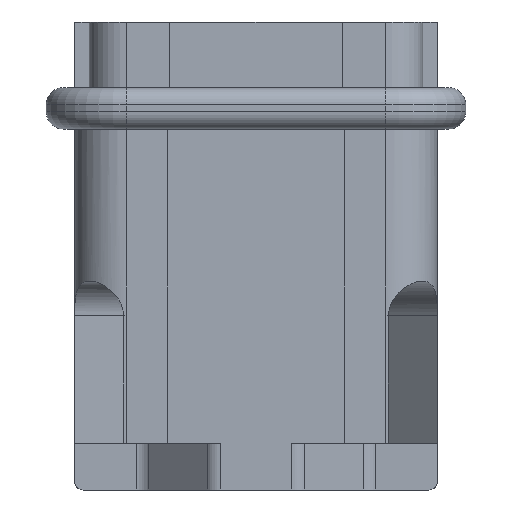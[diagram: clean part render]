
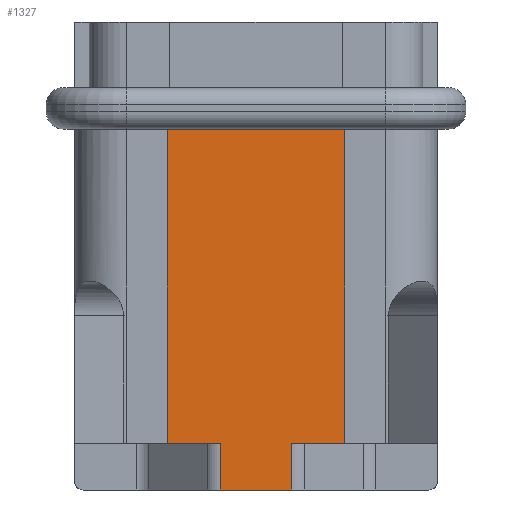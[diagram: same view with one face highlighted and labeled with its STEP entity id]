
A CAD part, front view. The second image highlights one B-rep face of the part: STEP entity #1327.
In plain terms, the highlighted planar face has unit normal (0, -1, 0).
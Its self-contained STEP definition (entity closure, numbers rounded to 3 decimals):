
#200=PLANE('',#14362);
#1327=ADVANCED_FACE('',(#2311),#200,.T.);
#2311=FACE_OUTER_BOUND('',#2971,.T.);
#2971=EDGE_LOOP('',(#6476,#6477,#6478,#6479,#6480,#6481,#6482,#6483,#6484,
#6485,#6486,#6487));
#3937=LINE('',#24415,#5052);
#3938=LINE('',#24418,#5053);
#3939=LINE('',#24420,#5054);
#3940=LINE('',#24422,#5055);
#3941=LINE('',#24424,#5056);
#3942=LINE('',#24426,#5057);
#3943=LINE('',#24428,#5058);
#3944=LINE('',#24430,#5059);
#3945=LINE('',#24432,#5060);
#3946=LINE('',#24434,#5061);
#3947=LINE('',#24436,#5062);
#3948=LINE('',#24438,#5063);
#5052=VECTOR('',#15918,1.);
#5053=VECTOR('',#15919,1.);
#5054=VECTOR('',#15920,1.);
#5055=VECTOR('',#15921,1.);
#5056=VECTOR('',#15922,1.);
#5057=VECTOR('',#15923,1.);
#5058=VECTOR('',#15924,1.);
#5059=VECTOR('',#15925,1.);
#5060=VECTOR('',#15926,1.);
#5061=VECTOR('',#15927,1.);
#5062=VECTOR('',#15928,1.);
#5063=VECTOR('',#15929,1.);
#6476=ORIENTED_EDGE('',*,*,#11966,.F.);
#6477=ORIENTED_EDGE('',*,*,#11967,.T.);
#6478=ORIENTED_EDGE('',*,*,#11968,.T.);
#6479=ORIENTED_EDGE('',*,*,#11969,.F.);
#6480=ORIENTED_EDGE('',*,*,#11970,.F.);
#6481=ORIENTED_EDGE('',*,*,#11971,.F.);
#6482=ORIENTED_EDGE('',*,*,#11972,.T.);
#6483=ORIENTED_EDGE('',*,*,#11973,.T.);
#6484=ORIENTED_EDGE('',*,*,#11974,.T.);
#6485=ORIENTED_EDGE('',*,*,#11975,.F.);
#6486=ORIENTED_EDGE('',*,*,#11976,.T.);
#6487=ORIENTED_EDGE('',*,*,#11977,.F.);
#10554=VERTEX_POINT('',#24416);
#10555=VERTEX_POINT('',#24417);
#10556=VERTEX_POINT('',#24419);
#10557=VERTEX_POINT('',#24421);
#10558=VERTEX_POINT('',#24423);
#10559=VERTEX_POINT('',#24425);
#10560=VERTEX_POINT('',#24427);
#10561=VERTEX_POINT('',#24429);
#10562=VERTEX_POINT('',#24431);
#10563=VERTEX_POINT('',#24433);
#10564=VERTEX_POINT('',#24435);
#10565=VERTEX_POINT('',#24437);
#11966=EDGE_CURVE('',#10554,#10555,#3937,.T.);
#11967=EDGE_CURVE('',#10554,#10556,#3938,.T.);
#11968=EDGE_CURVE('',#10556,#10557,#3939,.T.);
#11969=EDGE_CURVE('',#10558,#10557,#3940,.T.);
#11970=EDGE_CURVE('',#10559,#10558,#3941,.T.);
#11971=EDGE_CURVE('',#10560,#10559,#3942,.T.);
#11972=EDGE_CURVE('',#10560,#10561,#3943,.T.);
#11973=EDGE_CURVE('',#10561,#10562,#3944,.T.);
#11974=EDGE_CURVE('',#10562,#10563,#3945,.T.);
#11975=EDGE_CURVE('',#10564,#10563,#3946,.T.);
#11976=EDGE_CURVE('',#10564,#10565,#3947,.T.);
#11977=EDGE_CURVE('',#10555,#10565,#3948,.T.);
#14362=AXIS2_PLACEMENT_3D('',#24439,#15930,#15931);
#15918=DIRECTION('',(0.,0.,-1.));
#15919=DIRECTION('',(-1.,0.,0.));
#15920=DIRECTION('',(0.,0.,-1.));
#15921=DIRECTION('',(-1.,0.,0.));
#15922=DIRECTION('',(0.,0.,1.));
#15923=DIRECTION('',(-1.,0.,0.));
#15924=DIRECTION('',(0.,0.,-1.));
#15925=DIRECTION('',(1.,0.,0.));
#15926=DIRECTION('',(0.,0.,1.));
#15927=DIRECTION('',(-1.,0.,0.));
#15928=DIRECTION('',(0.,0.,1.));
#15929=DIRECTION('',(-1.,0.,0.));
#15930=DIRECTION('',(0.,-1.,0.));
#15931=DIRECTION('',(0.,0.,-1.));
#24415=CARTESIAN_POINT('',(7.5,-9.65,0.));
#24416=CARTESIAN_POINT('',(7.5,-9.65,-5.2));
#24417=CARTESIAN_POINT('',(7.5,-9.65,-6.));
#24418=CARTESIAN_POINT('',(-7.5,-9.65,-5.2));
#24419=CARTESIAN_POINT('',(-7.5,-9.65,-5.2));
#24420=CARTESIAN_POINT('',(-7.5,-9.65,0.));
#24421=CARTESIAN_POINT('',(-7.5,-9.65,-6.));
#24422=CARTESIAN_POINT('',(7.5,-9.65,-6.));
#24423=CARTESIAN_POINT('',(-5.15,-9.65,-6.));
#24424=CARTESIAN_POINT('',(-5.15,-9.65,0.));
#24425=CARTESIAN_POINT('',(-5.15,-9.65,-24.4));
#24426=CARTESIAN_POINT('',(0.,-9.65,-24.4));
#24427=CARTESIAN_POINT('',(-2.082,-9.65,-24.4));
#24428=CARTESIAN_POINT('',(-2.082,-9.65,-27.1));
#24429=CARTESIAN_POINT('',(-2.082,-9.65,-27.1));
#24430=CARTESIAN_POINT('',(-6.5,-9.65,-27.1));
#24431=CARTESIAN_POINT('',(2.082,-9.65,-27.1));
#24432=CARTESIAN_POINT('',(2.082,-9.65,-27.1));
#24433=CARTESIAN_POINT('',(2.082,-9.65,-24.4));
#24434=CARTESIAN_POINT('',(0.,-9.65,-24.4));
#24435=CARTESIAN_POINT('',(5.15,-9.65,-24.4));
#24436=CARTESIAN_POINT('',(5.15,-9.65,0.));
#24437=CARTESIAN_POINT('',(5.15,-9.65,-6.));
#24438=CARTESIAN_POINT('',(7.5,-9.65,-6.));
#24439=CARTESIAN_POINT('',(7.5,-9.65,0.));
